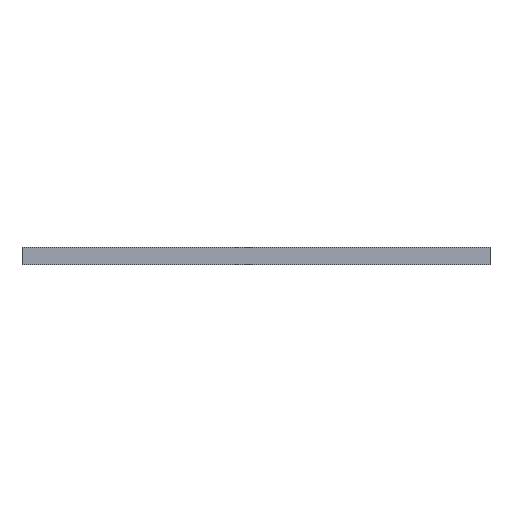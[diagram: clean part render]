
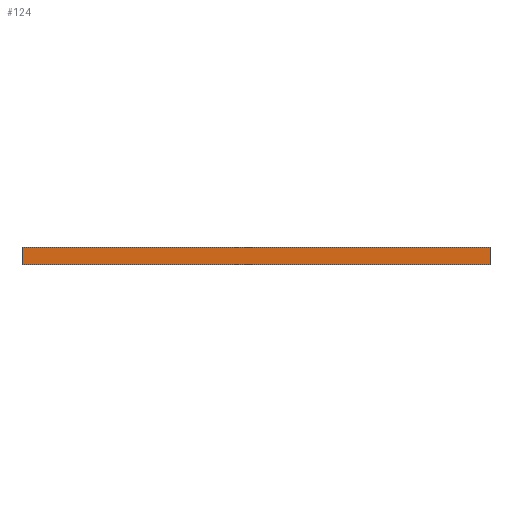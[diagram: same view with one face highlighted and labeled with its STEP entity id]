
A CAD part, left-side view. The second image highlights one B-rep face of the part: STEP entity #124.
In plain terms, the highlighted planar face has unit normal (-1, 0, 0).
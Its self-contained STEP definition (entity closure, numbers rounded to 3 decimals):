
#124 = ADVANCED_FACE ( 'NONE', ( #6624 ), #904, .T. ) ;
#201 = EDGE_LOOP ( 'NONE', ( #5335, #1184, #4342, #3293 ) ) ;
#299 = CARTESIAN_POINT ( 'NONE',  ( -310., -310., 0. ) ) ;
#564 = CARTESIAN_POINT ( 'NONE',  ( -310., 310., 22.648 ) ) ;
#904 = PLANE ( 'NONE',  #2112 ) ;
#1102 = CARTESIAN_POINT ( 'NONE',  ( -310., -310., 0. ) ) ;
#1184 = ORIENTED_EDGE ( 'NONE', *, *, #6487, .F. ) ;
#1611 = EDGE_CURVE ( 'NONE', #5930, #1938, #3494, .T. ) ;
#1830 = DIRECTION ( 'NONE',  ( -1., 0., 0. ) ) ;
#1856 = CARTESIAN_POINT ( 'NONE',  ( -310., -310., 0. ) ) ;
#1917 = CARTESIAN_POINT ( 'NONE',  ( -310., 310., 0. ) ) ;
#1938 = VERTEX_POINT ( 'NONE', #1917 ) ;
#2112 = AXIS2_PLACEMENT_3D ( 'NONE', #2376, #1830, #6071 ) ;
#2373 = DIRECTION ( 'NONE',  ( 0., 0., 1. ) ) ;
#2376 = CARTESIAN_POINT ( 'NONE',  ( -310., 310., 22.648 ) ) ;
#2725 = VERTEX_POINT ( 'NONE', #6386 ) ;
#2796 = CARTESIAN_POINT ( 'NONE',  ( -310., -310., 22.648 ) ) ;
#3102 = LINE ( 'NONE', #564, #6250 ) ;
#3174 = EDGE_CURVE ( 'NONE', #2725, #4135, #3102, .T. ) ;
#3293 = ORIENTED_EDGE ( 'NONE', *, *, #6743, .T. ) ;
#3494 = LINE ( 'NONE', #1102, #5946 ) ;
#3874 = LINE ( 'NONE', #1856, #6285 ) ;
#4135 = VERTEX_POINT ( 'NONE', #2796 ) ;
#4182 = LINE ( 'NONE', #6277, #6076 ) ;
#4238 = DIRECTION ( 'NONE',  ( 0., 1., 0. ) ) ;
#4342 = ORIENTED_EDGE ( 'NONE', *, *, #1611, .F. ) ;
#4700 = DIRECTION ( 'NONE',  ( 0., -1., 0. ) ) ;
#5247 = DIRECTION ( 'NONE',  ( 0., 0., 1. ) ) ;
#5335 = ORIENTED_EDGE ( 'NONE', *, *, #3174, .F. ) ;
#5930 = VERTEX_POINT ( 'NONE', #299 ) ;
#5946 = VECTOR ( 'NONE', #4238, 1000. ) ;
#6071 = DIRECTION ( 'NONE',  ( 0., 0., -1. ) ) ;
#6076 = VECTOR ( 'NONE', #5247, 1000. ) ;
#6250 = VECTOR ( 'NONE', #4700, 1000. ) ;
#6277 = CARTESIAN_POINT ( 'NONE',  ( -310., 310., 0. ) ) ;
#6285 = VECTOR ( 'NONE', #2373, 1000. ) ;
#6386 = CARTESIAN_POINT ( 'NONE',  ( -310., 310., 22.648 ) ) ;
#6487 = EDGE_CURVE ( 'NONE', #1938, #2725, #4182, .T. ) ;
#6624 = FACE_OUTER_BOUND ( 'NONE', #201, .T. ) ;
#6743 = EDGE_CURVE ( 'NONE', #5930, #4135, #3874, .T. ) ;
